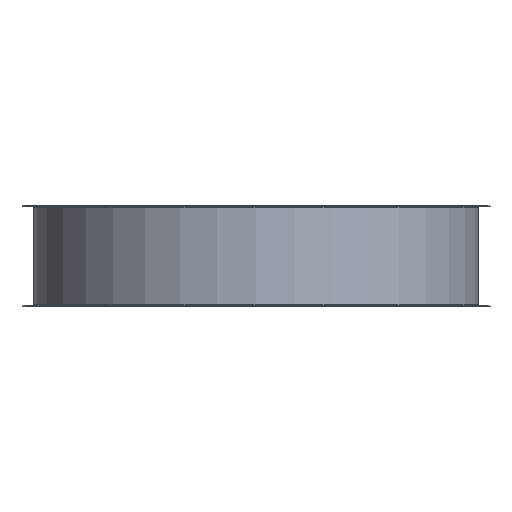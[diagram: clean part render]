
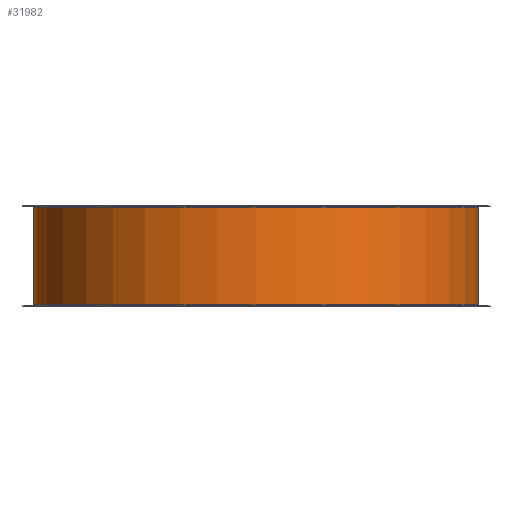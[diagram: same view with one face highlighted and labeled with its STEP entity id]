
A CAD part, front view. The second image highlights one B-rep face of the part: STEP entity #31982.
In plain terms, the highlighted cylindrical face has radius 655.838 mm (diameter 1311.68 mm), a full revolution.
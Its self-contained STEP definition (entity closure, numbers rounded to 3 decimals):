
#3690=FACE_OUTER_BOUND('',#5263,.T.);
#5263=EDGE_LOOP('',(#26372,#26373,#26374,#26375));
#7779=CIRCLE('',#35669,655.838);
#7782=CIRCLE('',#35673,655.838);
#10041=LINE('',#60488,#12284);
#12284=VECTOR('',#45277,655.838);
#15407=VERTEX_POINT('',#60480);
#15409=VERTEX_POINT('',#60486);
#20103=EDGE_CURVE('',#15407,#15407,#7779,.F.);
#20106=EDGE_CURVE('',#15409,#15409,#7782,.F.);
#20107=EDGE_CURVE('',#15409,#15407,#10041,.T.);
#26372=ORIENTED_EDGE('',*,*,#20106,.T.);
#26373=ORIENTED_EDGE('',*,*,#20107,.T.);
#26374=ORIENTED_EDGE('',*,*,#20103,.F.);
#26375=ORIENTED_EDGE('',*,*,#20107,.F.);
#30418=CYLINDRICAL_SURFACE('',#35672,655.838);
#31982=ADVANCED_FACE('',(#3690),#30418,.T.);
#35669=AXIS2_PLACEMENT_3D('',#60481,#45267,#45268);
#35672=AXIS2_PLACEMENT_3D('',#60485,#45273,#45274);
#35673=AXIS2_PLACEMENT_3D('',#60487,#45275,#45276);
#45267=DIRECTION('center_axis',(0.,0.,1.));
#45268=DIRECTION('ref_axis',(-1.,0.,0.));
#45273=DIRECTION('center_axis',(0.,0.,1.));
#45274=DIRECTION('ref_axis',(1.,0.,0.));
#45275=DIRECTION('center_axis',(0.,0.,1.));
#45276=DIRECTION('ref_axis',(-1.,0.,0.));
#45277=DIRECTION('',(0.,0.,-1.));
#60480=CARTESIAN_POINT('',(-655.838,0.,-294.));
#60481=CARTESIAN_POINT('Origin',(0.,0.,-294.));
#60485=CARTESIAN_POINT('Origin',(0.,0.,-150.));
#60486=CARTESIAN_POINT('',(-655.838,0.,-6.));
#60487=CARTESIAN_POINT('Origin',(0.,0.,-6.));
#60488=CARTESIAN_POINT('',(-655.838,0.,-150.));
